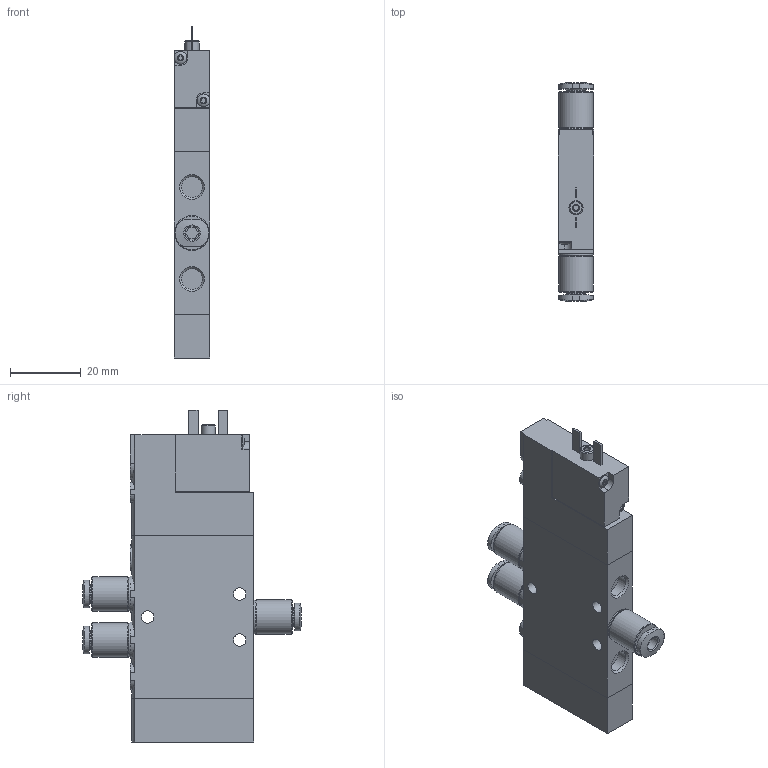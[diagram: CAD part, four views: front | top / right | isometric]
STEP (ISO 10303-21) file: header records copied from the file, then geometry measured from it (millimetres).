
FILE_DESCRIPTION(/* description */ ('STEP AP214'),/* implementation_level */ '2;1');
FILE_NAME(/* name */ '196882_CPE10-M1BH-5L-QS-4',/* time_stamp */ '2024-07-29T14:52:16+02:00',/* author */ ('License CC BY-ND 4.0'),/* organization */ ('CADENAS'),/* preprocessor_version */ 'ST-DEVELOPER v19.3',/* originating_system */ 'PARTsolutions',/* authorisation */ ' ');
FILE_SCHEMA (('AUTOMOTIVE_DESIGN {1 0 10303 214 3 1 1}'));
Length unit declared in the file: millimetre
Products named in the file (5): 196882 CPE10-M1BH-5L-QS-4; CPE10-...-5; 153319 QSM-M7-4-I; CPE10-KMYZ9_M1BH; CPE10-KAPPE_M1H
Assembly tree (6 placements, depth 2):
  196882 CPE10-M1BH-5L-QS-4
    CPE10-...-5
    153319 QSM-M7-4-I  x3
    CPE10-KMYZ9_M1BH
    CPE10-KAPPE_M1H
Bounding box: 10.1 x 61.8 x 93.8 mm (x, y, z)
Volume: 31628.7 mm3; surface area: 13752.5 mm2
Topology: 6 solids, 6 shells, 241 faces, 558 edges, 358 vertices
Faces by surface type: plane 106, cylinder 83, cone 38, torus 14
Full cylindrical faces by diameter (mm): 1.567 x1, 2 x1, 2.459 x3, 3.5 x3, 3.6 x2, 4 x4, 4.55 x1, 5.4 x3, 5.917 x5, 7 x3, 9.6 x9, 9.8 x3
Entity records: 5194 total; most frequent: CARTESIAN_POINT 1010, DIRECTION 795, ORIENTED_EDGE 720, EDGE_CURVE 360, AXIS2_PLACEMENT_3D 307, VERTEX_POINT 256, EDGE_LOOP 246, FACE_BOUND 246
